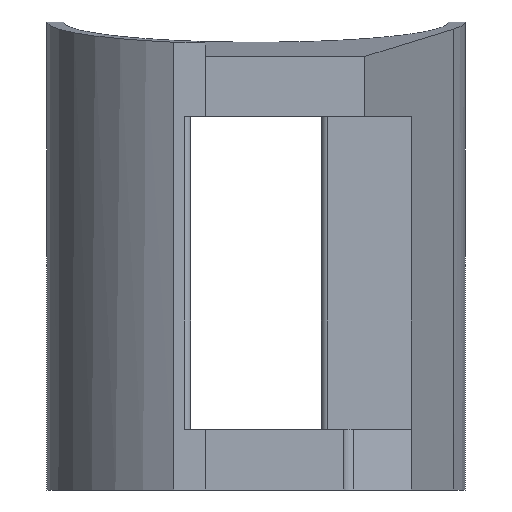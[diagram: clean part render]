
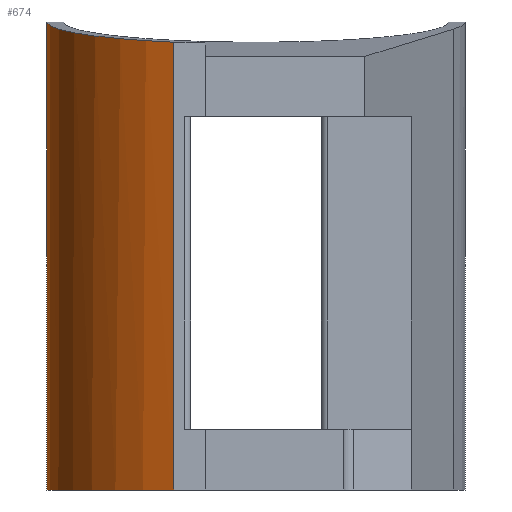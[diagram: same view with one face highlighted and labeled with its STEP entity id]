
A CAD part, left-side view. The second image highlights one B-rep face of the part: STEP entity #674.
In plain terms, the highlighted cylindrical face has radius 15.5 mm (diameter 31 mm), a partial arc.
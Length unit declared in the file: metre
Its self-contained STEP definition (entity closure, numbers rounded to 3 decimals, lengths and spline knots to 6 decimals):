
#14=ELLIPSE('',#731,0.015585,0.0155);
#15=ELLIPSE('',#732,0.015585,0.0155);
#19=CYLINDRICAL_SURFACE('',#730,0.0155);
#34=CIRCLE('',#733,0.0155);
#79=ORIENTED_EDGE('',*,*,#278,.T.);
#80=ORIENTED_EDGE('',*,*,#279,.T.);
#81=ORIENTED_EDGE('',*,*,#280,.F.);
#82=ORIENTED_EDGE('',*,*,#281,.T.);
#83=ORIENTED_EDGE('',*,*,#273,.T.);
#273=EDGE_CURVE('',#373,#372,#432,.T.);
#278=EDGE_CURVE('',#372,#377,#14,.F.);
#279=EDGE_CURVE('',#377,#378,#15,.T.);
#280=EDGE_CURVE('',#379,#378,#437,.T.);
#281=EDGE_CURVE('',#379,#373,#34,.F.);
#372=VERTEX_POINT('',#1025);
#373=VERTEX_POINT('',#1027);
#377=VERTEX_POINT('',#1037);
#378=VERTEX_POINT('',#1039);
#379=VERTEX_POINT('',#1041);
#432=LINE('',#1026,#508);
#437=LINE('',#1040,#513);
#508=VECTOR('',#821,1.);
#513=VECTOR('',#832,1.);
#573=EDGE_LOOP('',(#79,#80,#81,#82,#83));
#611=FACE_BOUND('',#573,.T.);
#674=ADVANCED_FACE('',(#611),#19,.T.);
#730=AXIS2_PLACEMENT_3D('',#1035,#826,#827);
#731=AXIS2_PLACEMENT_3D('',#1036,#828,#829);
#732=AXIS2_PLACEMENT_3D('',#1038,#830,#831);
#733=AXIS2_PLACEMENT_3D('',#1042,#833,#834);
#821=DIRECTION('',(0.,0.,1.));
#826=DIRECTION('',(0.,0.,1.));
#827=DIRECTION('',(1.,0.,0.));
#828=DIRECTION('',(-0.105,0.,0.995));
#829=DIRECTION('',(0.995,0.,0.105));
#830=DIRECTION('',(-0.105,0.,-0.995));
#831=DIRECTION('',(-0.995,0.,0.105));
#832=DIRECTION('',(0.,0.,1.));
#833=DIRECTION('',(0.,0.,-1.));
#834=DIRECTION('',(0.,1.,0.));
#1025=CARTESIAN_POINT('',(-0.01425,0.006098,-0.004997));
#1026=CARTESIAN_POINT('',(-0.01425,0.006098,-0.010502));
#1027=CARTESIAN_POINT('',(-0.01425,0.006098,-0.0382));
#1035=CARTESIAN_POINT('',(0.,0.,-0.010502));
#1036=CARTESIAN_POINT('',(0.,0.,-0.003499));
#1037=CARTESIAN_POINT('',(0.,0.0155,-0.003499));
#1038=CARTESIAN_POINT('',(0.,0.,-0.003499));
#1039=CARTESIAN_POINT('',(0.01425,0.006098,-0.004997));
#1040=CARTESIAN_POINT('',(0.01425,0.006098,-0.010502));
#1041=CARTESIAN_POINT('',(0.01425,0.006098,-0.0382));
#1042=CARTESIAN_POINT('',(0.,0.,-0.0382));
